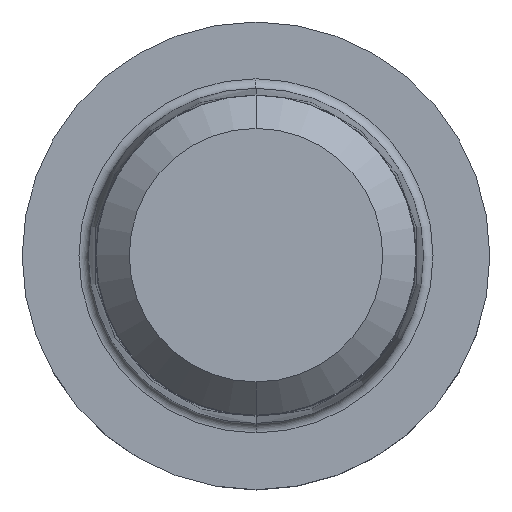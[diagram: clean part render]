
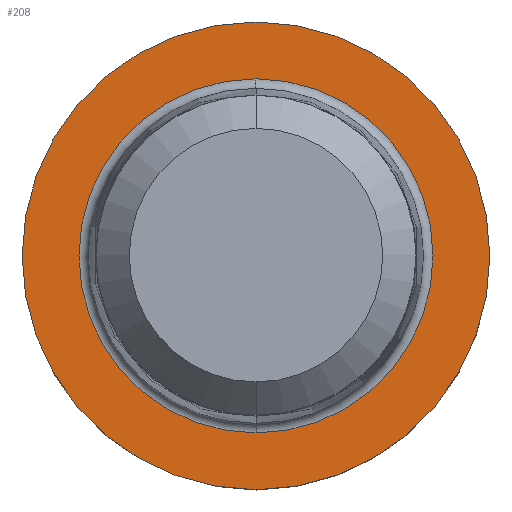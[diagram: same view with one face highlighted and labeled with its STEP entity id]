
A CAD part, top view. The second image highlights one B-rep face of the part: STEP entity #208.
In plain terms, the highlighted planar face has unit normal (0, 0, 1).
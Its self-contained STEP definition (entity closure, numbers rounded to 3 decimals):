
#208=ADVANCED_FACE('',(#507,#508),#509,.T.);
#212=EDGE_CURVE('',#400,#350,#513,.T.);
#242=VERTEX_POINT('',#545);
#266=VERTEX_POINT('',#575);
#282=EDGE_CURVE('',#350,#400,#597,.T.);
#314=EDGE_CURVE('',#242,#266,#634,.T.);
#330=EDGE_CURVE('',#266,#242,#651,.T.);
#350=VERTEX_POINT('',#673);
#400=VERTEX_POINT('',#724);
#507=FACE_OUTER_BOUND('',#837,.T.);
#508=FACE_BOUND('',#838,.T.);
#509=PLANE('',#839);
#513=CIRCLE('',#845,7.42);
#545=CARTESIAN_POINT('',(0.0,9.8,0.01));
#575=CARTESIAN_POINT('',(0.,-9.8,0.01));
#597=CIRCLE('',#950,7.42);
#634=CIRCLE('',#996,9.8);
#651=CIRCLE('',#1019,9.8);
#673=CARTESIAN_POINT('',(0.,-7.42,0.01));
#724=CARTESIAN_POINT('',(0.0,7.42,0.01));
#837=EDGE_LOOP('',(#1242,#1243));
#838=EDGE_LOOP('',(#1244,#1245));
#839=AXIS2_PLACEMENT_3D('',#1246,#1247,#1248);
#845=AXIS2_PLACEMENT_3D('',#1252,#1253,#1254);
#950=AXIS2_PLACEMENT_3D('',#1390,#1391,#1392);
#996=AXIS2_PLACEMENT_3D('',#1444,#1445,#1446);
#1019=AXIS2_PLACEMENT_3D('',#1460,#1461,#1462);
#1242=ORIENTED_EDGE('',*,*,#314,.F.);
#1243=ORIENTED_EDGE('',*,*,#330,.F.);
#1244=ORIENTED_EDGE('',*,*,#212,.T.);
#1245=ORIENTED_EDGE('',*,*,#282,.T.);
#1246=CARTESIAN_POINT('',(0.0,4.9,0.01));
#1247=DIRECTION('',(-0.0,0.0,1.0));
#1248=DIRECTION('',(0.0,-1.0,0.0));
#1252=CARTESIAN_POINT('',(0.0,0.0,0.01));
#1253=DIRECTION('',(0.0,0.0,-1.0));
#1254=DIRECTION('',(0.0,1.0,0.0));
#1390=CARTESIAN_POINT('',(0.0,0.0,0.01));
#1391=DIRECTION('',(0.0,0.0,-1.0));
#1392=DIRECTION('',(0.0,1.0,0.0));
#1444=CARTESIAN_POINT('',(0.0,0.0,0.01));
#1445=DIRECTION('',(0.0,0.0,-1.0));
#1446=DIRECTION('',(0.0,1.0,0.0));
#1460=CARTESIAN_POINT('',(0.0,0.0,0.01));
#1461=DIRECTION('',(0.0,0.0,-1.0));
#1462=DIRECTION('',(0.0,1.0,0.0));
